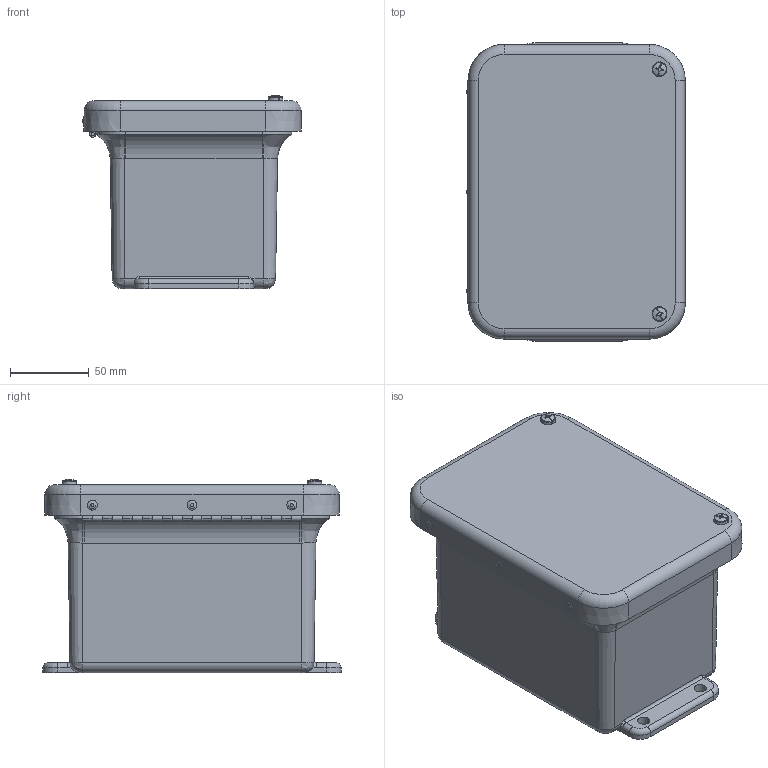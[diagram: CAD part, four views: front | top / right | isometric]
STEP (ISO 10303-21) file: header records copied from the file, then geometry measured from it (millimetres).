
FILE_DESCRIPTION(/* description */ (''),/* implementation_level */ '2;1');
FILE_NAME(/* name */ 'HW-WHJ60404CHSC.stp',/* time_stamp */ '2014-04-07T14:56:01-05:00',/* author */ ('jtigges'),/* organization */ (''),/* preprocessor_version */ 'ST-DEVELOPER v15.2',/* originating_system */ 'Autodesk Inventor 2014',/* authorisation */ '');
FILE_SCHEMA (('AUTOMOTIVE_DESIGN { 1 0 10303 214 3 1 1 }'));
Length unit declared in the file: inch
Products named in the file (18): J604HW_1; RMINS45821P_9; RMINS45821P_10; RMINS45821P_11; RMINS45821P_12; RMINS45821P_13; RMINS45821P_14; J604BHW; RMHINGCOV5.5; RMHINGPIN5.5; RMHINGBOX5.5; RMHING5.5; J604HWCVR; GASKET_604; WP604HWU; RMSC10X063PHCPH; RMRIV43; WH-J604HW_STP
Bounding box: 139.28 x 189.85 x 123.16 mm (x, y, z)
Volume: 512897.6 mm3; surface area: 253690.6 mm2
Topology: 19 solids, 19 shells, 645 faces, 1582 edges, 995 vertices
Faces by surface type: cylinder 243, plane 200, cone 126, torus 40, bspline 32, sphere 4
Full cylindrical faces by diameter (mm): 2.159 x23, 3.175 x5, 3.327 x5, 3.556 x5, 3.683 x2, 3.861 x5, 3.962 x7, 3.967 x40, 4.826 x40, 5.537 x4, 6.35 x5, 6.858 x6
Entity records: 16056 total; most frequent: CARTESIAN_POINT 3935, DIRECTION 2654, ORIENTED_EDGE 2132, AXIS2_PLACEMENT_3D 1090, EDGE_CURVE 1066, EDGE_LOOP 766, VERTEX_POINT 746, CIRCLE 528
